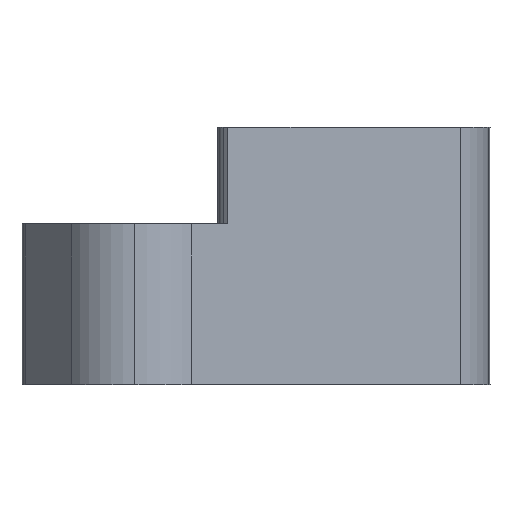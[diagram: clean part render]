
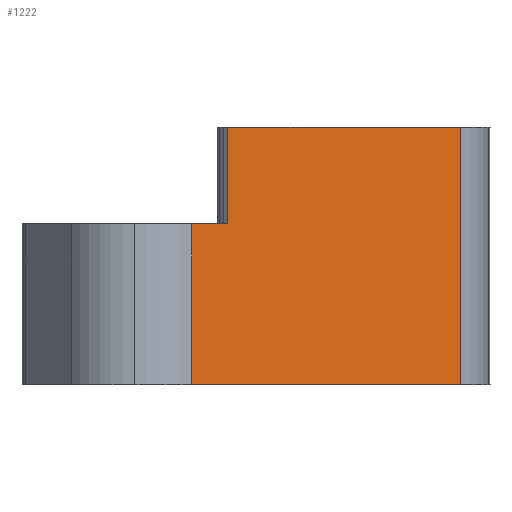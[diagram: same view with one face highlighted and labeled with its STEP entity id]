
A CAD part, left-side view. The second image highlights one B-rep face of the part: STEP entity #1222.
In plain terms, the highlighted planar face has unit normal (-0.707, -0.707, 0).
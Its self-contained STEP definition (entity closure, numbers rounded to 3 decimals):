
#15 = EDGE_CURVE ( 'NONE', #693, #929, #695, .T. ) ;
#33 = LINE ( 'NONE', #639, #1252 ) ;
#84 = VERTEX_POINT ( 'NONE', #756 ) ;
#106 = CARTESIAN_POINT ( 'NONE',  ( -21.175, -27.666, 9.5 ) ) ;
#107 = ORIENTED_EDGE ( 'NONE', *, *, #610, .T. ) ;
#109 = DIRECTION ( 'NONE',  ( -0.707, -0.707, 0. ) ) ;
#114 = LINE ( 'NONE', #143, #888 ) ;
#122 = VERTEX_POINT ( 'NONE', #1184 ) ;
#126 = VECTOR ( 'NONE', #191, 1000. ) ;
#143 = CARTESIAN_POINT ( 'NONE',  ( -27.419, -21.422, 9.5 ) ) ;
#165 = DIRECTION ( 'NONE',  ( 0., 0., -1. ) ) ;
#173 = DIRECTION ( 'NONE',  ( -0.707, 0.707, 0. ) ) ;
#190 = VERTEX_POINT ( 'NONE', #106 ) ;
#191 = DIRECTION ( 'NONE',  ( 0.707, -0.707, 0. ) ) ;
#219 = CARTESIAN_POINT ( 'NONE',  ( -23.423, -25.419, 9.5 ) ) ;
#259 = DIRECTION ( 'NONE',  ( 0., 0., -1. ) ) ;
#263 = VECTOR ( 'NONE', #165, 1000. ) ;
#286 = EDGE_LOOP ( 'NONE', ( #985, #107, #614, #793, #907, #893 ) ) ;
#308 = PLANE ( 'NONE',  #1000 ) ;
#335 = VERTEX_POINT ( 'NONE', #219 ) ;
#342 = DIRECTION ( 'NONE',  ( -0.707, 0.707, 0. ) ) ;
#360 = CARTESIAN_POINT ( 'NONE',  ( -27.419, -21.422, 15.5 ) ) ;
#374 = DIRECTION ( 'NONE',  ( 0., 0., -1. ) ) ;
#381 = CARTESIAN_POINT ( 'NONE',  ( -6.677, -42.165, -0.5 ) ) ;
#467 = CARTESIAN_POINT ( 'NONE',  ( -23.423, -25.419, -0.5 ) ) ;
#476 = VECTOR ( 'NONE', #173, 1000. ) ;
#531 = CARTESIAN_POINT ( 'NONE',  ( -6.677, -42.165, -0.5 ) ) ;
#547 = FACE_OUTER_BOUND ( 'NONE', #286, .T. ) ;
#610 = EDGE_CURVE ( 'NONE', #122, #190, #698, .T. ) ;
#614 = ORIENTED_EDGE ( 'NONE', *, *, #1022, .T. ) ;
#639 = CARTESIAN_POINT ( 'NONE',  ( -23.423, -25.419, 19.5 ) ) ;
#687 = EDGE_CURVE ( 'NONE', #335, #693, #33, .T. ) ;
#693 = VERTEX_POINT ( 'NONE', #1020 ) ;
#695 = LINE ( 'NONE', #467, #126 ) ;
#698 = LINE ( 'NONE', #1242, #263 ) ;
#725 = EDGE_CURVE ( 'NONE', #84, #122, #735, .T. ) ;
#735 = LINE ( 'NONE', #360, #476 ) ;
#744 = EDGE_CURVE ( 'NONE', #84, #929, #1110, .T. ) ;
#756 = CARTESIAN_POINT ( 'NONE',  ( -6.677, -42.165, 15.5 ) ) ;
#793 = ORIENTED_EDGE ( 'NONE', *, *, #687, .T. ) ;
#854 = CARTESIAN_POINT ( 'NONE',  ( -27.419, -21.422, 19.5 ) ) ;
#888 = VECTOR ( 'NONE', #342, 1000. ) ;
#893 = ORIENTED_EDGE ( 'NONE', *, *, #744, .F. ) ;
#907 = ORIENTED_EDGE ( 'NONE', *, *, #15, .T. ) ;
#929 = VERTEX_POINT ( 'NONE', #531 ) ;
#985 = ORIENTED_EDGE ( 'NONE', *, *, #725, .T. ) ;
#1000 = AXIS2_PLACEMENT_3D ( 'NONE', #854, #109, #1175 ) ;
#1020 = CARTESIAN_POINT ( 'NONE',  ( -23.423, -25.419, -0.5 ) ) ;
#1022 = EDGE_CURVE ( 'NONE', #190, #335, #114, .T. ) ;
#1110 = LINE ( 'NONE', #381, #1162 ) ;
#1162 = VECTOR ( 'NONE', #374, 1000. ) ;
#1175 = DIRECTION ( 'NONE',  ( 0.707, -0.707, 0. ) ) ;
#1184 = CARTESIAN_POINT ( 'NONE',  ( -21.175, -27.666, 15.5 ) ) ;
#1222 = ADVANCED_FACE ( 'NONE', ( #547 ), #308, .T. ) ;
#1242 = CARTESIAN_POINT ( 'NONE',  ( -21.175, -27.666, 19.5 ) ) ;
#1252 = VECTOR ( 'NONE', #259, 1000. ) ;
